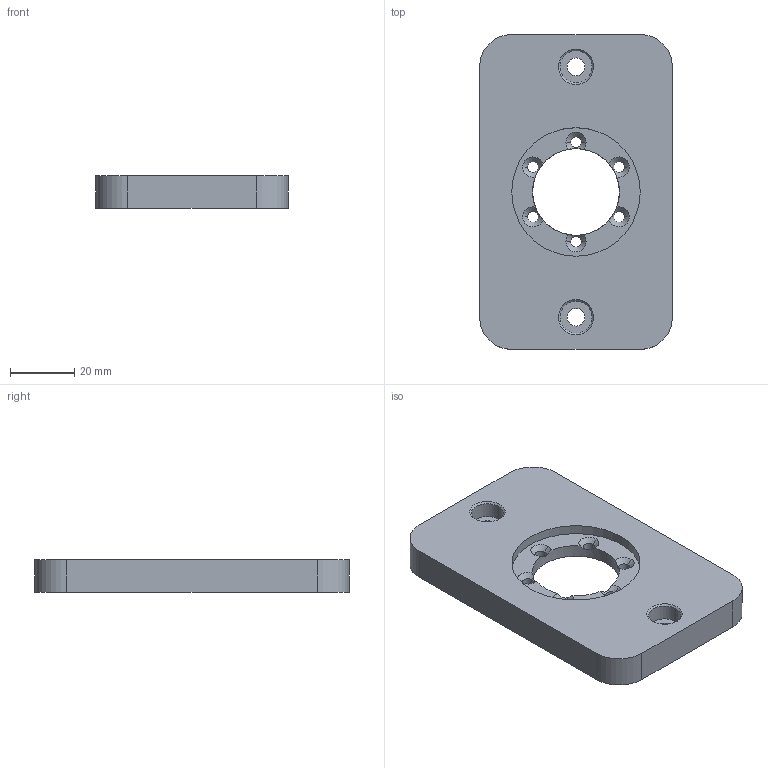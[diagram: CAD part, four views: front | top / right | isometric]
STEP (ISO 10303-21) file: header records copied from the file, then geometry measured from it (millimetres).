
FILE_DESCRIPTION (( 'STEP AP214' ), '1' );
FILE_NAME ('Support moteur.STEP', '2021-06-18T09:08:02', ( '' ), ( '' ), 'SwSTEP 2.0', 'SolidWorks 2020', '' );
FILE_SCHEMA (( 'AUTOMOTIVE_DESIGN' ));
Length unit declared in the file: millimetre
Products named in the file (1): Support moteur
Bounding box: 60 x 98 x 10 mm (x, y, z)
Volume: 47306.2 mm3; surface area: 14927.1 mm2
Topology: 1 solids, 1 shells, 58 faces, 156 edges, 98 vertices
Faces by surface type: cylinder 30, cone 18, plane 10
Entity records: 1994 total; most frequent: CARTESIAN_POINT 415, DIRECTION 350, ORIENTED_EDGE 312, EDGE_CURVE 156, AXIS2_PLACEMENT_3D 145, VERTEX_POINT 98, CIRCLE 86, EDGE_LOOP 74
